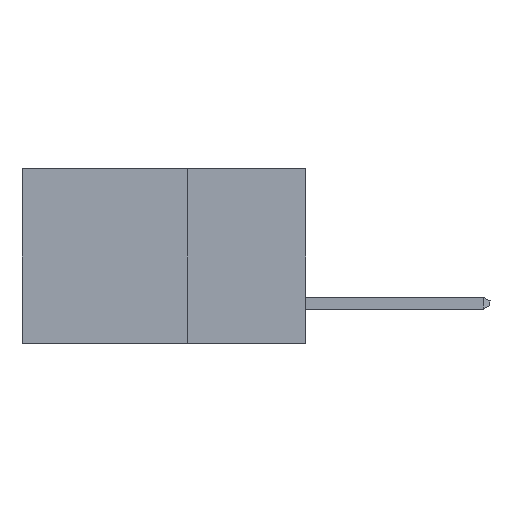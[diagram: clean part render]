
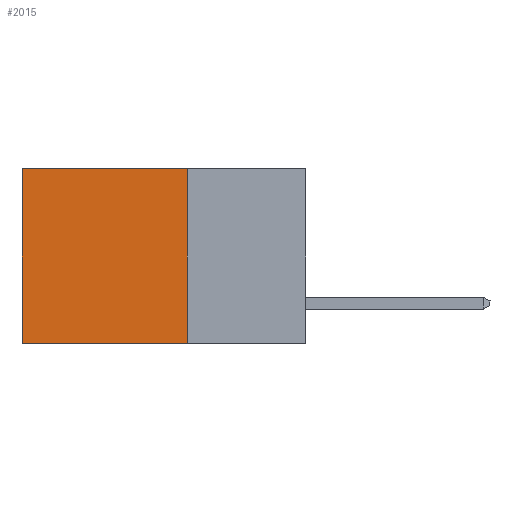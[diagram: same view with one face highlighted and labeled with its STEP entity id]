
A CAD part, left-side view. The second image highlights one B-rep face of the part: STEP entity #2015.
In plain terms, the highlighted planar face has unit normal (-1, 0, 0).
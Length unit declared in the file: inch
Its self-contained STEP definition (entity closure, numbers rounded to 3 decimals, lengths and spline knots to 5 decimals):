
#196 = LINE ( 'NONE', #270, #8379 ) ;
#270 = CARTESIAN_POINT ( 'NONE',  ( 0.2615, 0.25, -0.37 ) ) ;
#1153 = VECTOR ( 'NONE', #11895, 39.37008 ) ;
#1399 = LINE ( 'NONE', #10547, #10366 ) ;
#1548 = EDGE_CURVE ( 'NONE', #10819, #12745, #196, .T. ) ;
#1681 = ORIENTED_EDGE ( 'NONE', *, *, #1548, .F. ) ;
#1714 = ORIENTED_EDGE ( 'NONE', *, *, #13051, .T. ) ;
#1950 = EDGE_CURVE ( 'NONE', #7904, #6680, #1399, .T. ) ;
#2015 = ADVANCED_FACE ( 'NONE', ( #8988 ), #10913, .F. ) ;
#2128 = LINE ( 'NONE', #5597, #5155 ) ;
#2250 = LINE ( 'NONE', #3509, #1153 ) ;
#2809 = CARTESIAN_POINT ( 'NONE',  ( 0.2615, 0.25, -0.37 ) ) ;
#3509 = CARTESIAN_POINT ( 'NONE',  ( 0.2615, 0.25, -0.37 ) ) ;
#4386 = DIRECTION ( 'NONE',  ( 0., 1., 0. ) ) ;
#4485 = EDGE_LOOP ( 'NONE', ( #1714, #1681, #11266, #8409 ) ) ;
#5155 = VECTOR ( 'NONE', #7559, 39.37008 ) ;
#5597 = CARTESIAN_POINT ( 'NONE',  ( 0.2615, 0.6, -0.37 ) ) ;
#5740 = EDGE_CURVE ( 'NONE', #7904, #10819, #2250, .T. ) ;
#6680 = VERTEX_POINT ( 'NONE', #10189 ) ;
#6917 = DIRECTION ( 'NONE',  ( 1., 0., 0. ) ) ;
#7559 = DIRECTION ( 'NONE',  ( 0., 0., -1. ) ) ;
#7904 = VERTEX_POINT ( 'NONE', #12378 ) ;
#8379 = VECTOR ( 'NONE', #12916, 39.37008 ) ;
#8409 = ORIENTED_EDGE ( 'NONE', *, *, #1950, .T. ) ;
#8564 = AXIS2_PLACEMENT_3D ( 'NONE', #2809, #6917, #11121 ) ;
#8988 = FACE_OUTER_BOUND ( 'NONE', #4485, .T. ) ;
#9116 = CARTESIAN_POINT ( 'NONE',  ( 0.2615, 0.6, -0.37 ) ) ;
#10189 = CARTESIAN_POINT ( 'NONE',  ( 0.2615, 0.6, 0. ) ) ;
#10366 = VECTOR ( 'NONE', #4386, 39.37008 ) ;
#10547 = CARTESIAN_POINT ( 'NONE',  ( 0.2615, 0.25, 0. ) ) ;
#10819 = VERTEX_POINT ( 'NONE', #12089 ) ;
#10913 = PLANE ( 'NONE',  #8564 ) ;
#11121 = DIRECTION ( 'NONE',  ( 0., 0., -1. ) ) ;
#11266 = ORIENTED_EDGE ( 'NONE', *, *, #5740, .F. ) ;
#11895 = DIRECTION ( 'NONE',  ( 0., 0., -1. ) ) ;
#12089 = CARTESIAN_POINT ( 'NONE',  ( 0.2615, 0.25, -0.37 ) ) ;
#12378 = CARTESIAN_POINT ( 'NONE',  ( 0.2615, 0.25, 0. ) ) ;
#12745 = VERTEX_POINT ( 'NONE', #9116 ) ;
#12916 = DIRECTION ( 'NONE',  ( 0., 1., 0. ) ) ;
#13051 = EDGE_CURVE ( 'NONE', #6680, #12745, #2128, .T. ) ;
